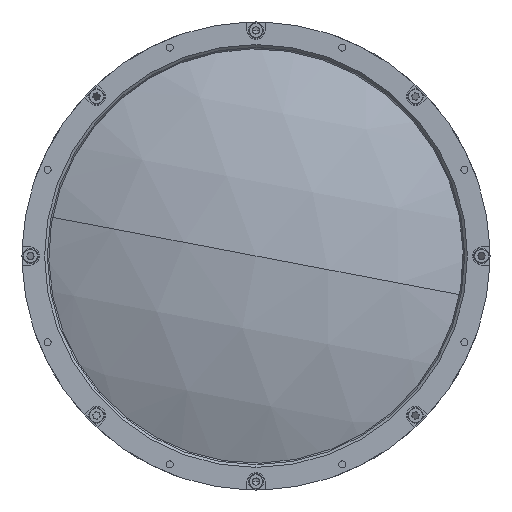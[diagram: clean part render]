
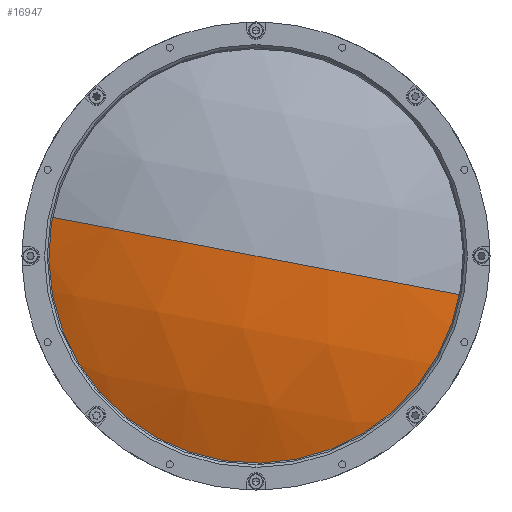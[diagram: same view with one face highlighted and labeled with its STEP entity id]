
A CAD part, left-side view. The second image highlights one B-rep face of the part: STEP entity #16947.
In plain terms, the highlighted spherical face has radius 192.8 mm.
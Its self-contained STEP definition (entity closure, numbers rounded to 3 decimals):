
#193 = EDGE_CURVE ( 'NONE', #20300, #18977, #1660, .T. ) ;
#1535 = ORIENTED_EDGE ( 'NONE', *, *, #193, .F. ) ;
#1604 = EDGE_LOOP ( 'NONE', ( #17530, #9812, #1535 ) ) ;
#1660 = CIRCLE ( 'NONE', #17508, 192.8 ) ;
#4738 = CARTESIAN_POINT ( 'NONE',  ( 190.2, 0., 0. ) ) ;
#4872 = DIRECTION ( 'NONE',  ( 0., -0.982, -0.187 ) ) ;
#5563 = AXIS2_PLACEMENT_3D ( 'NONE', #8896, #19997, #10468 ) ;
#5945 = DIRECTION ( 'NONE',  ( 0., 0.187, -0.982 ) ) ;
#6673 = EDGE_CURVE ( 'NONE', #20300, #18563, #12970, .T. ) ;
#8268 = AXIS2_PLACEMENT_3D ( 'NONE', #15461, #5945, #17027 ) ;
#8850 = SPHERICAL_SURFACE ( 'NONE', #18039, 192.8 ) ;
#8896 = CARTESIAN_POINT ( 'NONE',  ( 13.011, 0., 0. ) ) ;
#9812 = ORIENTED_EDGE ( 'NONE', *, *, #10632, .T. ) ;
#9856 = CIRCLE ( 'NONE', #8268, 192.8 ) ;
#10468 = DIRECTION ( 'NONE',  ( 0., 0.187, -0.982 ) ) ;
#10632 = EDGE_CURVE ( 'NONE', #18563, #18977, #9856, .T. ) ;
#11034 = CARTESIAN_POINT ( 'NONE',  ( 13.011, 74.665, 14.182 ) ) ;
#11204 = CARTESIAN_POINT ( 'NONE',  ( 13.011, -74.665, -14.182 ) ) ;
#12082 = DIRECTION ( 'NONE',  ( 0., 0.982, 0.187 ) ) ;
#12970 = CIRCLE ( 'NONE', #5563, 76. ) ;
#15461 = CARTESIAN_POINT ( 'NONE',  ( 190.2, 0., 0. ) ) ;
#16799 = DIRECTION ( 'NONE',  ( 0., 0.187, -0.982 ) ) ;
#16947 = ADVANCED_FACE ( 'NONE', ( #17286 ), #8850, .T. ) ;
#17027 = DIRECTION ( 'NONE',  ( 0., 0.982, 0.187 ) ) ;
#17286 = FACE_OUTER_BOUND ( 'NONE', #1604, .T. ) ;
#17508 = AXIS2_PLACEMENT_3D ( 'NONE', #4738, #17511, #4872 ) ;
#17511 = DIRECTION ( 'NONE',  ( 0., -0.187, 0.982 ) ) ;
#17530 = ORIENTED_EDGE ( 'NONE', *, *, #6673, .T. ) ;
#18039 = AXIS2_PLACEMENT_3D ( 'NONE', #18434, #16799, #12082 ) ;
#18434 = CARTESIAN_POINT ( 'NONE',  ( 190.2, 0., 0. ) ) ;
#18563 = VERTEX_POINT ( 'NONE', #11204 ) ;
#18977 = VERTEX_POINT ( 'NONE', #20372 ) ;
#19997 = DIRECTION ( 'NONE',  ( -1., 0., 0. ) ) ;
#20300 = VERTEX_POINT ( 'NONE', #11034 ) ;
#20372 = CARTESIAN_POINT ( 'NONE',  ( -2.6, 0., 0. ) ) ;
